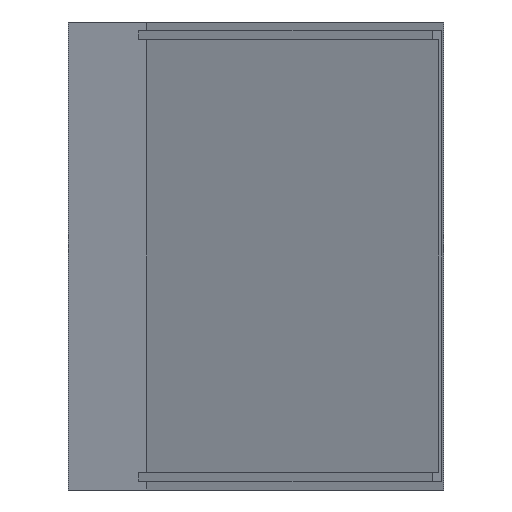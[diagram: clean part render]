
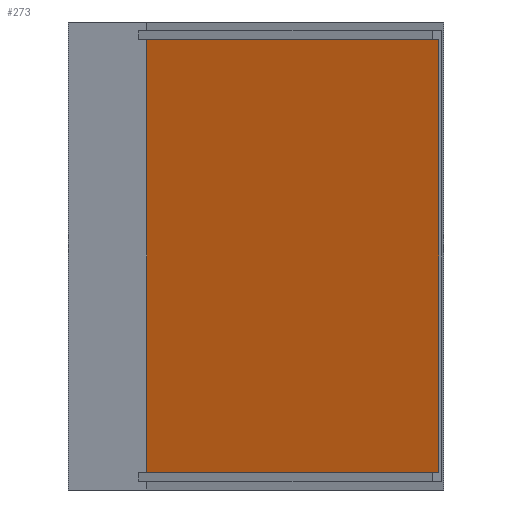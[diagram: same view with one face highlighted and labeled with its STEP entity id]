
A CAD part, left-side view. The second image highlights one B-rep face of the part: STEP entity #273.
In plain terms, the highlighted planar face has unit normal (-0.285, -0.959, 0).
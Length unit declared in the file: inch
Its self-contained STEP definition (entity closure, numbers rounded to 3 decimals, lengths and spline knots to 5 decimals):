
#27=FACE_OUTER_BOUND('',#41,.T.);
#41=EDGE_LOOP('',(#239,#240,#241,#242));
#57=LINE('',#401,#93);
#59=LINE('',#405,#95);
#62=LINE('',#410,#98);
#73=LINE('',#431,#109);
#93=VECTOR('',#327,0.3937);
#95=VECTOR('',#331,0.3937);
#98=VECTOR('',#336,0.3937);
#109=VECTOR('',#353,0.3937);
#126=VERTEX_POINT('',#398);
#127=VERTEX_POINT('',#400);
#128=VERTEX_POINT('',#404);
#129=VERTEX_POINT('',#408);
#153=EDGE_CURVE('',#127,#126,#57,.T.);
#155=EDGE_CURVE('',#128,#127,#59,.T.);
#158=EDGE_CURVE('',#129,#128,#62,.T.);
#169=EDGE_CURVE('',#126,#129,#73,.T.);
#239=ORIENTED_EDGE('',*,*,#153,.T.);
#240=ORIENTED_EDGE('',*,*,#169,.T.);
#241=ORIENTED_EDGE('',*,*,#158,.T.);
#242=ORIENTED_EDGE('',*,*,#155,.T.);
#259=PLANE('',#301);
#273=ADVANCED_FACE('',(#27),#259,.T.);
#301=AXIS2_PLACEMENT_3D('',#442,#365,#366);
#327=DIRECTION('',(-0.959,0.285,0.));
#331=DIRECTION('',(0.,0.,1.));
#336=DIRECTION('',(0.959,-0.285,0.));
#353=DIRECTION('',(0.,0.,-1.));
#365=DIRECTION('center_axis',(-0.285,-0.959,0.));
#366=DIRECTION('ref_axis',(0.959,-0.285,0.));
#398=CARTESIAN_POINT('',(144.27624,12.69951,18.25));
#400=CARTESIAN_POINT('',(186.28109,0.21369,18.25));
#401=CARTESIAN_POINT('',(102.82804,25.01986,18.25));
#404=CARTESIAN_POINT('',(186.28109,0.21369,-0.25));
#405=CARTESIAN_POINT('',(186.28109,0.21369,-0.625));
#408=CARTESIAN_POINT('',(144.27624,12.69951,-0.25));
#410=CARTESIAN_POINT('',(18.89573,49.9685,-0.25));
#431=CARTESIAN_POINT('',(144.27624,12.69951,-1.));
#442=CARTESIAN_POINT('Origin',(19.375,49.82603,-1.));
